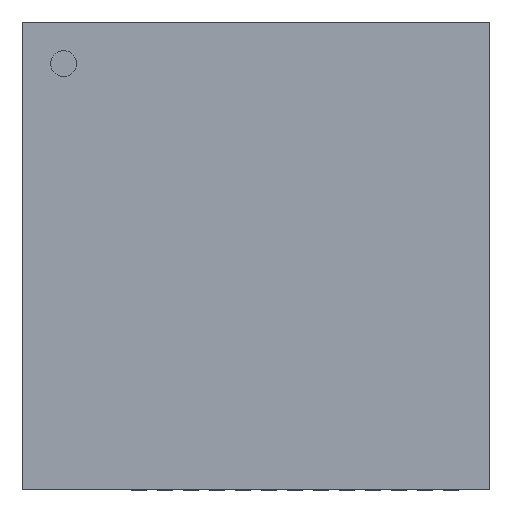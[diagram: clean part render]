
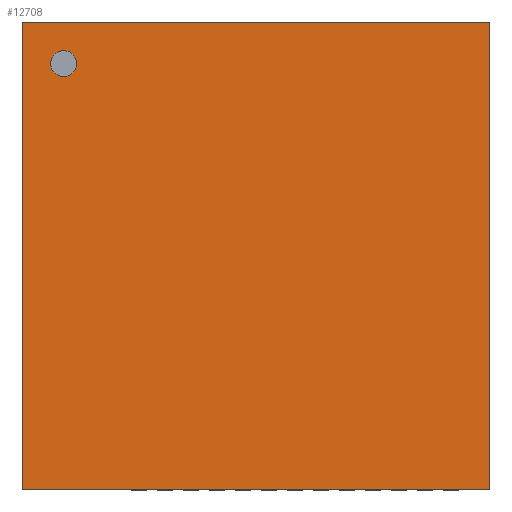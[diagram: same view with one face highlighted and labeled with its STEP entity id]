
A CAD part, top view. The second image highlights one B-rep face of the part: STEP entity #12708.
In plain terms, the highlighted planar face has unit normal (0, 0, 1).
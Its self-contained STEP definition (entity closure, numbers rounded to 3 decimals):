
#3688=CARTESIAN_POINT('',(-3.45,3.7,1.));
#3689=VERTEX_POINT('',#3688);
#3705=CARTESIAN_POINT('',(-3.95,3.7,1.));
#3706=VERTEX_POINT('',#3705);
#3713=CARTESIAN_POINT('',(-3.7,3.7,1.));
#3714=DIRECTION('',(0.0,0.0,-1.0));
#3715=DIRECTION('',(1.0,0.0,0.0));
#3716=AXIS2_PLACEMENT_3D('',#3713,#3714,#3715);
#3717=CIRCLE('',#3716,0.25);
#3718=EDGE_CURVE('',#3689,#3706,#3717,.T.);
#3729=CARTESIAN_POINT('',(-3.7,3.7,1.));
#3730=DIRECTION('',(0.0,0.0,-1.0));
#3731=DIRECTION('',(1.0,0.0,0.0));
#3732=AXIS2_PLACEMENT_3D('',#3729,#3730,#3731);
#3733=CIRCLE('',#3732,0.25);
#3734=EDGE_CURVE('',#3706,#3689,#3733,.T.);
#12352=CARTESIAN_POINT('',(-4.5,4.5,1.));
#12353=VERTEX_POINT('',#12352);
#12360=CARTESIAN_POINT('',(4.5,4.5,1.));
#12361=VERTEX_POINT('',#12360);
#12362=CARTESIAN_POINT('',(-4.5,4.5,1.));
#12363=DIRECTION('',(1.0,0.0,0.0));
#12364=VECTOR('',#12363,9.0);
#12365=LINE('',#12362,#12364);
#12366=EDGE_CURVE('',#12353,#12361,#12365,.T.);
#12448=CARTESIAN_POINT('',(4.5,-4.5,1.));
#12449=VERTEX_POINT('',#12448);
#12450=CARTESIAN_POINT('',(4.5,4.5,1.));
#12451=DIRECTION('',(0.0,-1.0,0.0));
#12452=VECTOR('',#12451,9.0);
#12453=LINE('',#12450,#12452);
#12454=EDGE_CURVE('',#12361,#12449,#12453,.T.);
#12536=CARTESIAN_POINT('',(-4.5,-4.5,1.));
#12537=VERTEX_POINT('',#12536);
#12538=CARTESIAN_POINT('',(4.5,-4.5,1.));
#12539=DIRECTION('',(-1.0,0.0,0.0));
#12540=VECTOR('',#12539,9.0);
#12541=LINE('',#12538,#12540);
#12542=EDGE_CURVE('',#12449,#12537,#12541,.T.);
#12624=CARTESIAN_POINT('',(-4.5,-4.5,1.));
#12625=DIRECTION('',(0.0,1.0,0.0));
#12626=VECTOR('',#12625,9.0);
#12627=LINE('',#12624,#12626);
#12628=EDGE_CURVE('',#12537,#12353,#12627,.T.);
#12693=CARTESIAN_POINT('',(0.,0.0,1.));
#12694=DIRECTION('',(0.0,0.0,1.0));
#12695=DIRECTION('',(1.0,0.0,0.0));
#12696=AXIS2_PLACEMENT_3D('',#12693,#12694,#12695);
#12697=PLANE('',#12696);
#12698=ORIENTED_EDGE('',*,*,#12366,.F.);
#12699=ORIENTED_EDGE('',*,*,#12628,.F.);
#12700=ORIENTED_EDGE('',*,*,#12542,.F.);
#12701=ORIENTED_EDGE('',*,*,#12454,.F.);
#12702=EDGE_LOOP('',(#12698,#12699,#12700,#12701));
#12703=FACE_OUTER_BOUND('',#12702,.T.);
#12704=ORIENTED_EDGE('',*,*,#3718,.T.);
#12705=ORIENTED_EDGE('',*,*,#3734,.T.);
#12706=EDGE_LOOP('',(#12704,#12705));
#12707=FACE_BOUND('',#12706,.T.);
#12708=ADVANCED_FACE('',(#12703,#12707),#12697,.T.);
